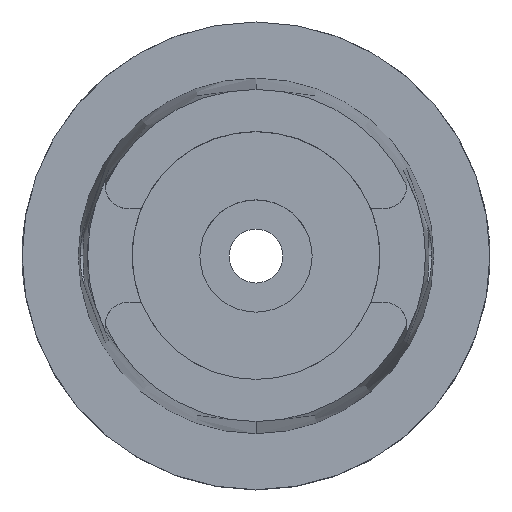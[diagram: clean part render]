
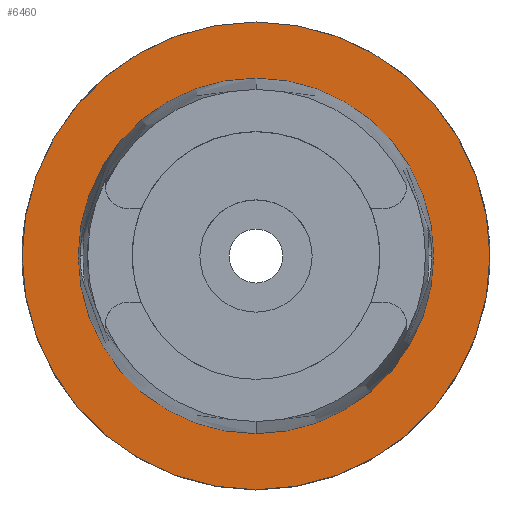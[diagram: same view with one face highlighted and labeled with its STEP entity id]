
A CAD part, top view. The second image highlights one B-rep face of the part: STEP entity #6460.
In plain terms, the highlighted planar face has unit normal (0, 0, 1).
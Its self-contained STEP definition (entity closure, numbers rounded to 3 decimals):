
#3390=CARTESIAN_POINT('',(0.,0.,0.));
#3391=DIRECTION('',(0.,0.,-1.));
#3392=DIRECTION('',(0.,-1.,0.));
#3393=AXIS2_PLACEMENT_3D('',#3390,#3391,#3392);
#3398=CARTESIAN_POINT('',(0.,0.,0.));
#3399=DIRECTION('',(0.,0.,-1.));
#3400=DIRECTION('',(0.,1.,0.));
#3401=AXIS2_PLACEMENT_3D('',#3398,#3399,#3400);
#3406=CARTESIAN_POINT('',(0.,0.,0.));
#3407=DIRECTION('',(0.,0.,1.));
#3408=DIRECTION('',(0.,-1.,0.));
#3409=AXIS2_PLACEMENT_3D('',#3406,#3407,#3408);
#3414=CARTESIAN_POINT('',(0.,0.,0.));
#3415=DIRECTION('',(0.,0.,1.));
#3416=DIRECTION('',(0.,1.,0.));
#3417=AXIS2_PLACEMENT_3D('',#3414,#3415,#3416);
#3649=CARTESIAN_POINT('',(0.,-38.,0.));
#3650=VERTEX_POINT('',#3649);
#3651=CARTESIAN_POINT('',(0.,38.,0.));
#3652=VERTEX_POINT('',#3651);
#4092=CARTESIAN_POINT('',(0.,50.,0.));
#4093=VERTEX_POINT('',#4092);
#4094=CARTESIAN_POINT('',(0.,-50.,0.));
#4095=VERTEX_POINT('',#4094);
#6447=CARTESIAN_POINT('',(0.,0.,0.));
#6448=DIRECTION('',(0.,0.,1.));
#6449=DIRECTION('',(0.,1.,0.));
#6450=AXIS2_PLACEMENT_3D('',#6447,#6448,#6449);
#6451=PLANE('',#6450);
#6452=ORIENTED_EDGE('',*,*,#6212,.T.);
#6453=ORIENTED_EDGE('',*,*,#6321,.T.);
#6454=EDGE_LOOP('',(#6452,#6453));
#6455=FACE_OUTER_BOUND('',#6454,.F.);
#6456=ORIENTED_EDGE('',*,*,#4315,.T.);
#6457=ORIENTED_EDGE('',*,*,#4274,.T.);
#6458=EDGE_LOOP('',(#6456,#6457));
#6459=FACE_BOUND('',#6458,.F.);
#3394=CIRCLE('',#3393,50.);
#3402=CIRCLE('',#3401,50.);
#3410=CIRCLE('',#3409,38.);
#3418=CIRCLE('',#3417,38.);
#4274=EDGE_CURVE('',#3652,#3650,#3418,.T.);
#4315=EDGE_CURVE('',#3650,#3652,#3410,.T.);
#6212=EDGE_CURVE('',#4095,#4093,#3394,.T.);
#6321=EDGE_CURVE('',#4093,#4095,#3402,.T.);
#6460=ADVANCED_FACE('',(#6455,#6459),#6451,.T.);
